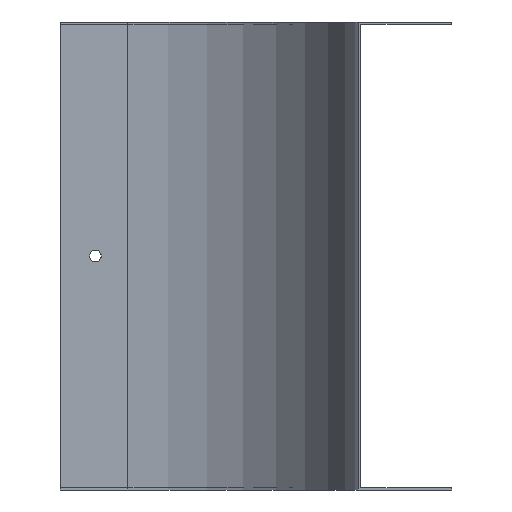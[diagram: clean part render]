
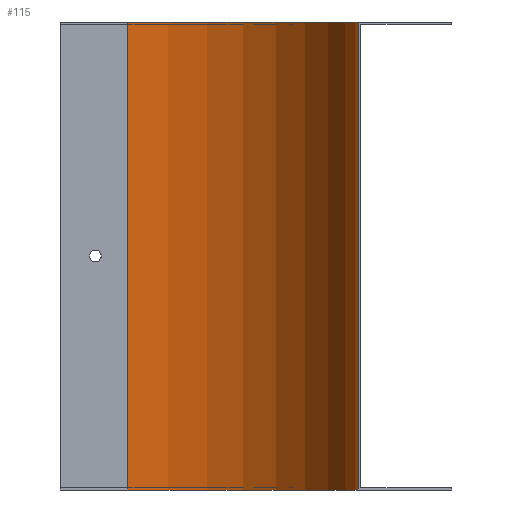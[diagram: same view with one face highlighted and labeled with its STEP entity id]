
A CAD part, left-side view. The second image highlights one B-rep face of the part: STEP entity #115.
In plain terms, the highlighted cylindrical face has radius 99 mm (diameter 198 mm), a partial arc.
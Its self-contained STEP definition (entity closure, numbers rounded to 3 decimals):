
#115 = ADVANCED_FACE ( 'NONE', ( #313 ), #323, .F. ) ;
#134 = LINE ( 'NONE', #1687, #138 ) ;
#138 = VECTOR ( 'NONE', #1685, 1000. ) ;
#198 = CIRCLE ( 'NONE', #480, 99. ) ;
#268 = CIRCLE ( 'NONE', #453, 99. ) ;
#313 = FACE_OUTER_BOUND ( 'NONE', #1228, .T. ) ;
#323 = CYLINDRICAL_SURFACE ( 'NONE', #464, 99. ) ;
#342 = LINE ( 'NONE', #1562, #356 ) ;
#356 = VECTOR ( 'NONE', #1579, 1000. ) ;
#453 = AXIS2_PLACEMENT_3D ( 'NONE', #911, #910, #909 ) ;
#464 = AXIS2_PLACEMENT_3D ( 'NONE', #1520, #1503, #1477 ) ;
#480 = AXIS2_PLACEMENT_3D ( 'NONE', #1161, #1160, #1159 ) ;
#664 = VERTEX_POINT ( 'NONE', #1587 ) ;
#694 = VERTEX_POINT ( 'NONE', #1651 ) ;
#717 = VERTEX_POINT ( 'NONE', #1617 ) ;
#728 = VERTEX_POINT ( 'NONE', #1600 ) ;
#757 = EDGE_CURVE ( 'NONE', #694, #728, #342, .T. ) ;
#795 = EDGE_CURVE ( 'NONE', #664, #717, #134, .T. ) ;
#831 = EDGE_CURVE ( 'NONE', #728, #717, #198, .T. ) ;
#873 = EDGE_CURVE ( 'NONE', #694, #664, #268, .T. ) ;
#909 = DIRECTION ( 'NONE',  ( -1., 0., 0. ) ) ;
#910 = DIRECTION ( 'NONE',  ( 0., 0., 1. ) ) ;
#911 = CARTESIAN_POINT ( 'NONE',  ( -125., 139., -200. ) ) ;
#980 = ORIENTED_EDGE ( 'NONE', *, *, #873, .F. ) ;
#985 = ORIENTED_EDGE ( 'NONE', *, *, #795, .F. ) ;
#988 = ORIENTED_EDGE ( 'NONE', *, *, #757, .T. ) ;
#992 = ORIENTED_EDGE ( 'NONE', *, *, #831, .T. ) ;
#1159 = DIRECTION ( 'NONE',  ( -1., 0., 0. ) ) ;
#1160 = DIRECTION ( 'NONE',  ( 0., 0., 1. ) ) ;
#1161 = CARTESIAN_POINT ( 'NONE',  ( -125., 139., 1. ) ) ;
#1228 = EDGE_LOOP ( 'NONE', ( #992, #985, #980, #988 ) ) ;
#1477 = DIRECTION ( 'NONE',  ( 1., 0., 0. ) ) ;
#1503 = DIRECTION ( 'NONE',  ( 0., 0., 1. ) ) ;
#1520 = CARTESIAN_POINT ( 'NONE',  ( -125., 139., -200. ) ) ;
#1562 = CARTESIAN_POINT ( 'NONE',  ( -125., 40., -200. ) ) ;
#1579 = DIRECTION ( 'NONE',  ( 0., 0., 1. ) ) ;
#1587 = CARTESIAN_POINT ( 'NONE',  ( -26., 139., -200. ) ) ;
#1600 = CARTESIAN_POINT ( 'NONE',  ( -125., 40., 1. ) ) ;
#1617 = CARTESIAN_POINT ( 'NONE',  ( -26., 139., 1. ) ) ;
#1651 = CARTESIAN_POINT ( 'NONE',  ( -125., 40., -200. ) ) ;
#1685 = DIRECTION ( 'NONE',  ( 0., 0., 1. ) ) ;
#1687 = CARTESIAN_POINT ( 'NONE',  ( -26., 139., -200. ) ) ;
